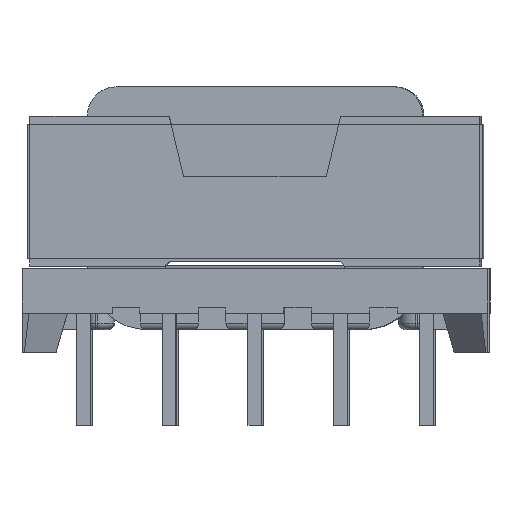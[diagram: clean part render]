
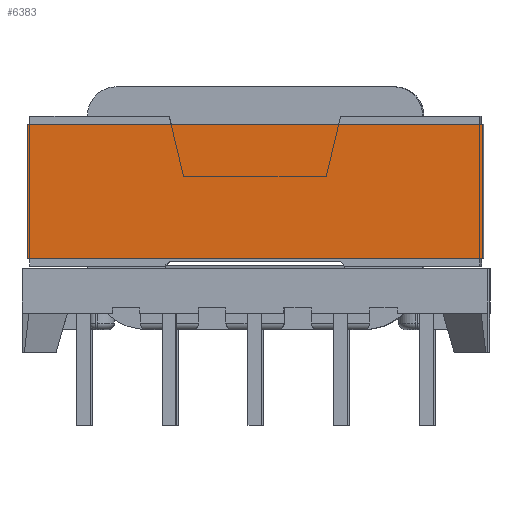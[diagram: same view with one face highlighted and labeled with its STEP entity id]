
A CAD part, front view. The second image highlights one B-rep face of the part: STEP entity #6383.
In plain terms, the highlighted face is planar.
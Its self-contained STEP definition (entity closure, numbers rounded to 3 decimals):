
#406=ORIENTED_EDGE('',*,*,#2294,.F.);
#407=ORIENTED_EDGE('',*,*,#2305,.F.);
#408=ORIENTED_EDGE('',*,*,#2298,.T.);
#409=ORIENTED_EDGE('',*,*,#2302,.T.);
#2294=EDGE_CURVE('',#3250,#3251,#3856,.T.);
#2298=EDGE_CURVE('',#3254,#3255,#3860,.T.);
#2302=EDGE_CURVE('',#3255,#3251,#3864,.T.);
#2305=EDGE_CURVE('',#3254,#3250,#3867,.T.);
#3250=VERTEX_POINT('',#11231);
#3251=VERTEX_POINT('',#11232);
#3254=VERTEX_POINT('',#11240);
#3255=VERTEX_POINT('',#11241);
#3856=LINE('',#11230,#4608);
#3860=LINE('',#11239,#4612);
#3864=LINE('',#11248,#4616);
#3867=LINE('',#11253,#4619);
#4608=VECTOR('',#9420,1000.);
#4612=VECTOR('',#9426,1000.);
#4616=VECTOR('',#9432,1000.);
#4619=VECTOR('',#9439,1000.);
#5359=EDGE_LOOP('',(#406,#407,#408,#409));
#5749=FACE_BOUND('',#5359,.T.);
#6137=PLANE('',#8878);
#6383=ADVANCED_FACE('',(#5749),#6137,.T.);
#8878=AXIS2_PLACEMENT_3D('',#11254,#9440,#9441);
#9420=DIRECTION('',(0.,0.,1.));
#9426=DIRECTION('',(0.,0.,1.));
#9432=DIRECTION('',(0.,1.,0.));
#9439=DIRECTION('',(0.,1.,0.));
#9440=DIRECTION('',(-1.,0.,0.));
#9441=DIRECTION('',(0.,0.,1.));
#11230=CARTESIAN_POINT('',(-27.865,10.145,-20.85));
#11231=CARTESIAN_POINT('',(-27.865,10.145,-20.85));
#11232=CARTESIAN_POINT('',(-27.865,10.145,-0.65));
#11239=CARTESIAN_POINT('',(-27.865,4.175,-20.85));
#11240=CARTESIAN_POINT('',(-27.865,4.175,-20.85));
#11241=CARTESIAN_POINT('',(-27.865,4.175,-0.65));
#11248=CARTESIAN_POINT('',(-27.865,4.175,-0.65));
#11253=CARTESIAN_POINT('',(-27.865,4.175,-20.85));
#11254=CARTESIAN_POINT('',(-27.865,4.175,-20.85));
